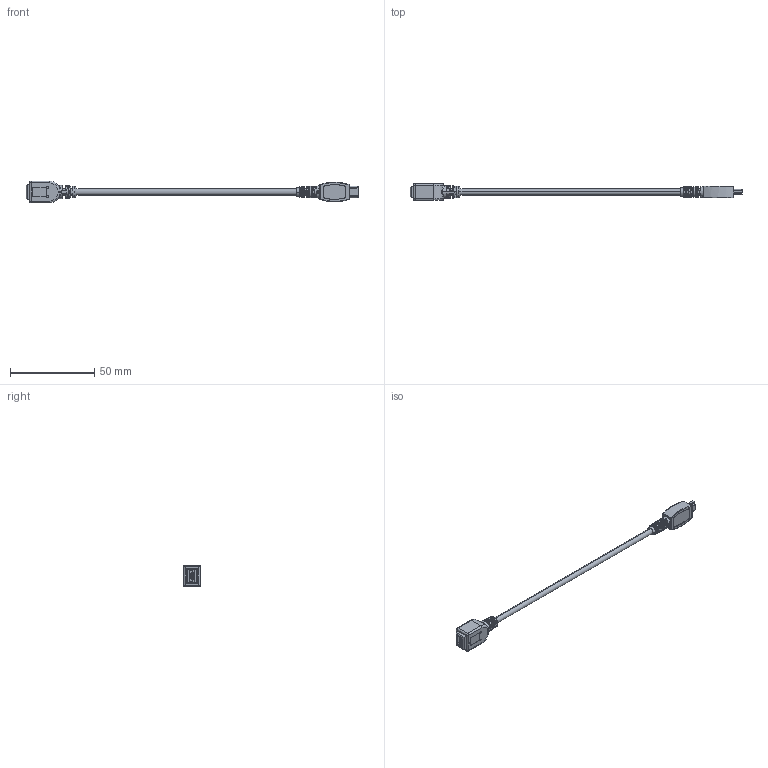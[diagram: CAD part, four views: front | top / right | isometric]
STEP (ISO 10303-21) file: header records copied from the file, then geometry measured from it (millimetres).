
FILE_DESCRIPTION (( 'STEP AP203' ), '1' );
FILE_NAME ('10-00784_revA2.STEP', '2018-11-02T22:28:32', ( '' ), ( '' ), 'SwSTEP 2.0', 'SolidWorks 2015', '' );
FILE_SCHEMA (( 'CONFIG_CONTROL_DESIGN' ));
Length unit declared in the file: millimetre
Products named in the file (11): 50-00432; 10-00784_revA2; 50-00431 insulator; 50-00431; 50-00432 shell; 50-00432 insulator; 50-00431 outside insulator; 24-00060; 30-00099_blunt cut; 24-00022; 50-00431 shell
Assembly tree (10 placements, depth 3):
  10-00784_revA2
    30-00099_blunt cut
    24-00060
    24-00022
    50-00431
      50-00431 insulator
      50-00431 shell
      50-00431 outside insulator
    50-00432
      50-00432 insulator
      50-00432 shell
Bounding box: 196.6 x 10 x 12.8 mm (x, y, z)
Volume: 5494.1 mm3; surface area: 17198 mm2
Topology: 62 solids, 62 shells, 1338 faces, 3292 edges, 2070 vertices
Faces by surface type: plane 571, cylinder 394, bspline 275, torus 52, cone 24, sphere 22
Entity records: 49564 total; most frequent: CARTESIAN_POINT 18452, ORIENTED_EDGE 6540, DIRECTION 5644, EDGE_CURVE 3270, VERTEX_POINT 2070, AXIS2_PLACEMENT_3D 2011, LINE 1622, VECTOR 1622
